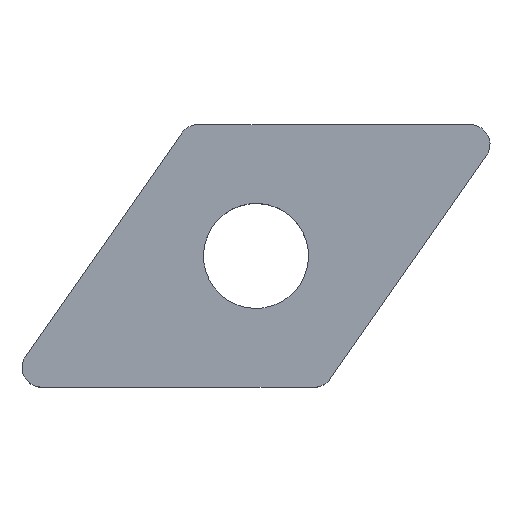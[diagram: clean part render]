
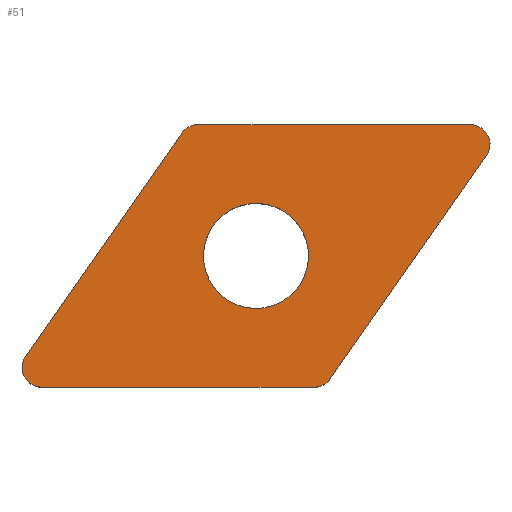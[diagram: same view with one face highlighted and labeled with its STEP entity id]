
A CAD part, top view. The second image highlights one B-rep face of the part: STEP entity #51.
In plain terms, the highlighted planar face has unit normal (0, 0, 1).
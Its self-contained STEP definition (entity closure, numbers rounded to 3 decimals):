
#51=ADVANCED_FACE('',(#97,#98),#62,.T.);
#62=PLANE('',#266);
#67=LINE('',#430,#83);
#71=LINE('',#438,#87);
#74=LINE('',#444,#90);
#77=LINE('',#450,#93);
#83=VECTOR('',#294,1.0);
#87=VECTOR('',#300,1.0);
#90=VECTOR('',#305,1.0);
#93=VECTOR('',#310,1.0);
#97=FACE_BOUND('',#107,.T.);
#98=FACE_BOUND('',#108,.T.);
#107=EDGE_LOOP('',(#140));
#108=EDGE_LOOP('',(#141,#142,#143,#144,#145,#146,#147,#148));
#140=ORIENTED_EDGE('',*,*,#206,.F.);
#141=ORIENTED_EDGE('',*,*,#204,.T.);
#142=ORIENTED_EDGE('',*,*,#207,.T.);
#143=ORIENTED_EDGE('',*,*,#194,.T.);
#144=ORIENTED_EDGE('',*,*,#208,.T.);
#145=ORIENTED_EDGE('',*,*,#198,.T.);
#146=ORIENTED_EDGE('',*,*,#209,.T.);
#147=ORIENTED_EDGE('',*,*,#201,.T.);
#148=ORIENTED_EDGE('',*,*,#210,.T.);
#176=VERTEX_POINT('',#431);
#177=VERTEX_POINT('',#432);
#178=VERTEX_POINT('',#437);
#179=VERTEX_POINT('',#439);
#180=VERTEX_POINT('',#443);
#181=VERTEX_POINT('',#445);
#182=VERTEX_POINT('',#449);
#183=VERTEX_POINT('',#451);
#184=VERTEX_POINT('',#455);
#194=EDGE_CURVE('',#176,#177,#67,.T.);
#198=EDGE_CURVE('',#179,#178,#71,.T.);
#201=EDGE_CURVE('',#181,#180,#74,.T.);
#204=EDGE_CURVE('',#183,#182,#77,.T.);
#206=EDGE_CURVE('',#184,#184,#216,.T.);
#207=EDGE_CURVE('',#182,#176,#217,.T.);
#208=EDGE_CURVE('',#177,#179,#218,.T.);
#209=EDGE_CURVE('',#178,#181,#219,.T.);
#210=EDGE_CURVE('',#180,#183,#220,.T.);
#216=CIRCLE('',#261,3.175);
#217=CIRCLE('',#262,1.191);
#218=CIRCLE('',#263,1.191);
#219=CIRCLE('',#264,1.191);
#220=CIRCLE('',#265,1.191);
#261=AXIS2_PLACEMENT_3D('',#454,#314,#315);
#262=AXIS2_PLACEMENT_3D('',#456,#316,#317);
#263=AXIS2_PLACEMENT_3D('',#457,#318,#319);
#264=AXIS2_PLACEMENT_3D('',#458,#320,#321);
#265=AXIS2_PLACEMENT_3D('',#459,#322,#323);
#266=AXIS2_PLACEMENT_3D('',#460,#324,#325);
#294=DIRECTION('',(-1.0,0.,0.));
#300=DIRECTION('',(-0.574,-0.819,0.));
#305=DIRECTION('',(1.0,0.,0.));
#310=DIRECTION('',(0.574,0.819,0.));
#314=DIRECTION('',(0.0,0.0,1.0));
#315=DIRECTION('',(-0.887,-0.462,0.0));
#316=DIRECTION('',(0.,0.,1.0));
#317=DIRECTION('',(-0.462,0.887,0.));
#318=DIRECTION('',(0.,0.,1.0));
#319=DIRECTION('',(-0.462,0.887,0.));
#320=DIRECTION('',(0.,0.,1.0));
#321=DIRECTION('',(-0.462,0.887,0.));
#322=DIRECTION('',(0.,0.,1.0));
#323=DIRECTION('',(-0.462,0.887,0.));
#324=DIRECTION('',(0.,0.,1.0));
#325=DIRECTION('',(-0.462,0.887,0.));
#430=CARTESIAN_POINT('',(15.248,15.875,0.));
#431=CARTESIAN_POINT('',(28.208,15.875,0.));
#432=CARTESIAN_POINT('',(11.736,15.875,0.));
#437=CARTESIAN_POINT('',(1.312,1.874,0.));
#438=CARTESIAN_POINT('',(8.746,12.49,0.));
#439=CARTESIAN_POINT('',(10.76,15.367,0.));
#443=CARTESIAN_POINT('',(18.76,0.0,0.));
#444=CARTESIAN_POINT('',(15.248,0.,0.));
#445=CARTESIAN_POINT('',(2.287,0.,0.));
#449=CARTESIAN_POINT('',(29.184,14.001,0.));
#450=CARTESIAN_POINT('',(21.75,3.385,0.));
#451=CARTESIAN_POINT('',(19.735,0.508,0.));
#454=CARTESIAN_POINT('',(15.248,7.938,0.));
#455=CARTESIAN_POINT('',(12.432,6.471,0.));
#456=CARTESIAN_POINT('',(28.208,14.684,0.));
#457=CARTESIAN_POINT('',(11.736,14.684,0.));
#458=CARTESIAN_POINT('',(2.287,1.191,0.));
#459=CARTESIAN_POINT('',(18.76,1.191,0.));
#460=CARTESIAN_POINT('',(15.248,7.938,0.));
